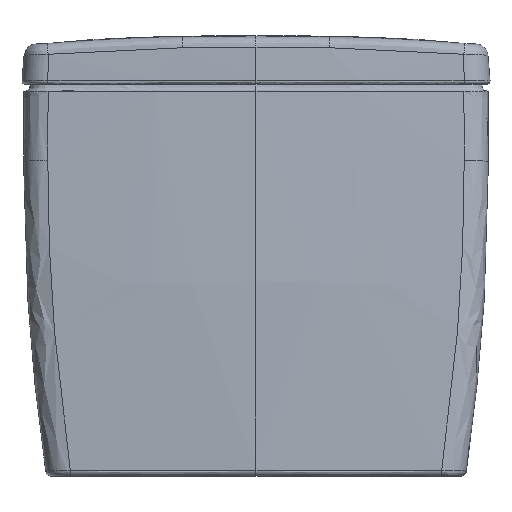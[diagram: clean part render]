
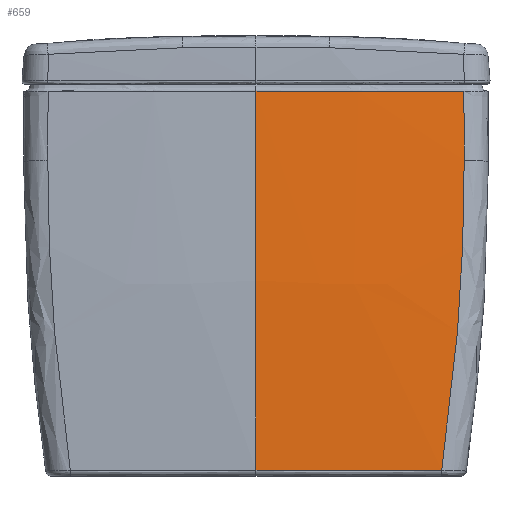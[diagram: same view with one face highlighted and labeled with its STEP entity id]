
A CAD part, front view. The second image highlights one B-rep face of the part: STEP entity #659.
In plain terms, the highlighted free-form (B-spline) face has degree [3, 3] with [10, 7] control points.
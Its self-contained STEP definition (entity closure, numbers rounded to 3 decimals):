
#407=FACE_OUTER_BOUND('',#1062,.T.);
#659=ADVANCED_FACE('',(#407),#922,.T.);
#922=B_SPLINE_SURFACE_WITH_KNOTS('',3,3,((#5454,#5455,#5456,#5457,#5458,
#5459,#5460),(#5461,#5462,#5463,#5464,#5465,#5466,#5467),(#5468,#5469,#5470,
#5471,#5472,#5473,#5474),(#5475,#5476,#5477,#5478,#5479,#5480,#5481),(#5482,
#5483,#5484,#5485,#5486,#5487,#5488),(#5489,#5490,#5491,#5492,#5493,#5494,
#5495),(#5496,#5497,#5498,#5499,#5500,#5501,#5502),(#5503,#5504,#5505,#5506,
#5507,#5508,#5509),(#5510,#5511,#5512,#5513,#5514,#5515,#5516),(#5517,#5518,
#5519,#5520,#5521,#5522,#5523)),.UNSPECIFIED.,.F.,.F.,.F.,(4,1,1,1,1,2,
4),(4,1,1,1,4),(0.,0.312,0.468,0.624,
0.935,0.995,1.),(0.,0.003,0.479,
0.958,1.),.UNSPECIFIED.);
#1062=EDGE_LOOP('',(#1391,#1392,#1393,#1394,#1395));
#1391=ORIENTED_EDGE('',*,*,#3010,.F.);
#1392=ORIENTED_EDGE('',*,*,#3011,.T.);
#1393=ORIENTED_EDGE('',*,*,#3009,.T.);
#1394=ORIENTED_EDGE('',*,*,#3012,.T.);
#1395=ORIENTED_EDGE('',*,*,#3013,.T.);
#2628=VERTEX_POINT('',#5337);
#2630=VERTEX_POINT('',#5351);
#2631=VERTEX_POINT('',#5437);
#2632=VERTEX_POINT('',#5438);
#2633=VERTEX_POINT('',#5449);
#3009=EDGE_CURVE('',#2628,#2630,#3632,.T.);
#3010=EDGE_CURVE('',#2631,#2632,#3633,.T.);
#3011=EDGE_CURVE('',#2631,#2628,#3634,.T.);
#3012=EDGE_CURVE('',#2630,#2633,#3635,.T.);
#3013=EDGE_CURVE('',#2633,#2632,#3636,.T.);
#3632=B_SPLINE_CURVE_WITH_KNOTS('',3,(#5352,#5353,#5354,#5355,#5356),
 .UNSPECIFIED.,.F.,.F.,(4,1,4),(0.,0.508,1.),.UNSPECIFIED.);
#3633=B_SPLINE_CURVE_WITH_KNOTS('',3,(#5427,#5428,#5429,#5430,#5431,#5432,
#5433,#5434,#5435,#5436),.UNSPECIFIED.,.F.,.F.,(4,3,3,4),(0.,0.065,
0.379,1.),.UNSPECIFIED.);
#3634=B_SPLINE_CURVE_WITH_KNOTS('',3,(#5439,#5440,#5441,#5442,#5443,#5444),
 .UNSPECIFIED.,.F.,.F.,(4,2,4),(0.,0.5,1.),.UNSPECIFIED.);
#3635=B_SPLINE_CURVE_WITH_KNOTS('',3,(#5445,#5446,#5447,#5448),
 .UNSPECIFIED.,.F.,.F.,(4,4),(0.,1.),.UNSPECIFIED.);
#3636=B_SPLINE_CURVE_WITH_KNOTS('',3,(#5450,#5451,#5452,#5453),
 .UNSPECIFIED.,.F.,.F.,(4,4),(0.,1.),.UNSPECIFIED.);
#5337=CARTESIAN_POINT('',(0.,68.148,353.337));
#5351=CARTESIAN_POINT('',(0.,52.827,35.057));
#5352=CARTESIAN_POINT('',(0.,68.148,353.336));
#5353=CARTESIAN_POINT('',(0.,63.494,299.574));
#5354=CARTESIAN_POINT('',(0.,56.389,193.55));
#5355=CARTESIAN_POINT('',(0.,53.342,87.333));
#5356=CARTESIAN_POINT('',(0.,52.827,35.057));
#5427=CARTESIAN_POINT('',(174.694,74.811,353.336));
#5428=CARTESIAN_POINT('',(174.7,74.703,352.091));
#5429=CARTESIAN_POINT('',(174.705,74.596,350.845));
#5430=CARTESIAN_POINT('',(174.711,74.49,349.599));
#5431=CARTESIAN_POINT('',(174.737,73.973,343.554));
#5432=CARTESIAN_POINT('',(174.762,73.47,337.507));
#5433=CARTESIAN_POINT('',(174.786,72.98,331.459));
#5434=CARTESIAN_POINT('',(174.835,72.009,319.482));
#5435=CARTESIAN_POINT('',(174.88,71.09,307.501));
#5436=CARTESIAN_POINT('',(174.923,70.22,295.517));
#5437=CARTESIAN_POINT('',(174.694,74.811,353.337));
#5438=CARTESIAN_POINT('',(174.924,70.22,295.517));
#5439=CARTESIAN_POINT('',(174.694,74.811,353.338));
#5440=CARTESIAN_POINT('',(145.629,72.66,353.341));
#5441=CARTESIAN_POINT('',(116.532,70.939,353.338));
#5442=CARTESIAN_POINT('',(58.287,68.675,353.338));
#5443=CARTESIAN_POINT('',(29.145,68.148,353.338));
#5444=CARTESIAN_POINT('',(0.,68.148,353.338));
#5445=CARTESIAN_POINT('',(0.,52.827,35.057));
#5446=CARTESIAN_POINT('',(52.054,52.827,35.056));
#5447=CARTESIAN_POINT('',(104.097,54.646,35.053));
#5448=CARTESIAN_POINT('',(156.034,58.128,35.046));
#5449=CARTESIAN_POINT('',(156.032,58.128,35.046));
#5450=CARTESIAN_POINT('',(156.034,58.128,35.046));
#5451=CARTESIAN_POINT('',(168.914,59.861,122.686));
#5452=CARTESIAN_POINT('',(175.23,63.992,209.565));
#5453=CARTESIAN_POINT('',(174.924,70.22,295.517));
#5454=CARTESIAN_POINT('',(0.,52.78,30.));
#5455=CARTESIAN_POINT('',(0.,52.783,30.368));
#5456=CARTESIAN_POINT('',(0.,53.257,84.33));
#5457=CARTESIAN_POINT('',(0.,56.301,192.234));
#5458=CARTESIAN_POINT('',(0.,63.807,304.245));
#5459=CARTESIAN_POINT('',(0.,68.964,362.663));
#5460=CARTESIAN_POINT('',(0.,69.383,367.325));
#5461=CARTESIAN_POINT('',(18.258,52.78,30.));
#5462=CARTESIAN_POINT('',(18.258,52.783,30.368));
#5463=CARTESIAN_POINT('',(18.271,53.257,84.33));
#5464=CARTESIAN_POINT('',(18.296,56.301,192.234));
#5465=CARTESIAN_POINT('',(18.322,63.807,304.245));
#5466=CARTESIAN_POINT('',(18.336,68.964,362.663));
#5467=CARTESIAN_POINT('',(18.337,69.383,367.325));
#5468=CARTESIAN_POINT('',(45.645,53.103,30.));
#5469=CARTESIAN_POINT('',(45.645,53.106,30.368));
#5470=CARTESIAN_POINT('',(45.677,53.577,84.33));
#5471=CARTESIAN_POINT('',(45.74,56.614,192.235));
#5472=CARTESIAN_POINT('',(45.805,64.114,304.245));
#5473=CARTESIAN_POINT('',(45.839,69.267,362.663));
#5474=CARTESIAN_POINT('',(45.842,69.686,367.325));
#5475=CARTESIAN_POINT('',(82.145,54.191,30.));
#5476=CARTESIAN_POINT('',(82.146,54.194,30.368));
#5477=CARTESIAN_POINT('',(82.202,54.667,84.33));
#5478=CARTESIAN_POINT('',(82.316,57.712,192.235));
#5479=CARTESIAN_POINT('',(82.433,65.222,304.245));
#5480=CARTESIAN_POINT('',(82.494,70.379,362.663));
#5481=CARTESIAN_POINT('',(82.499,70.798,367.325));
#5482=CARTESIAN_POINT('',(118.629,55.719,30.));
#5483=CARTESIAN_POINT('',(118.63,55.722,30.368));
#5484=CARTESIAN_POINT('',(118.711,56.202,84.33));
#5485=CARTESIAN_POINT('',(118.875,59.26,192.235));
#5486=CARTESIAN_POINT('',(119.044,66.789,304.245));
#5487=CARTESIAN_POINT('',(119.132,71.952,362.663));
#5488=CARTESIAN_POINT('',(119.139,72.371,367.325));
#5489=CARTESIAN_POINT('',(149.479,57.575,30.));
#5490=CARTESIAN_POINT('',(149.48,57.578,30.368));
#5491=CARTESIAN_POINT('',(149.583,58.062,84.33));
#5492=CARTESIAN_POINT('',(149.789,61.129,192.236));
#5493=CARTESIAN_POINT('',(150.002,68.673,304.245));
#5494=CARTESIAN_POINT('',(150.112,73.84,362.663));
#5495=CARTESIAN_POINT('',(150.121,74.26,367.325));
#5496=CARTESIAN_POINT('',(171.2,59.138,30.));
#5497=CARTESIAN_POINT('',(171.201,59.141,30.368));
#5498=CARTESIAN_POINT('',(171.318,59.627,84.33));
#5499=CARTESIAN_POINT('',(171.554,62.699,192.236));
#5500=CARTESIAN_POINT('',(171.797,70.252,304.245));
#5501=CARTESIAN_POINT('',(171.924,75.421,362.663));
#5502=CARTESIAN_POINT('',(171.934,75.841,367.325));
#5503=CARTESIAN_POINT('',(174.978,59.416,30.));
#5504=CARTESIAN_POINT('',(174.979,59.42,30.368));
#5505=CARTESIAN_POINT('',(175.099,59.906,84.33));
#5506=CARTESIAN_POINT('',(175.34,62.978,192.236));
#5507=CARTESIAN_POINT('',(175.589,70.533,304.245));
#5508=CARTESIAN_POINT('',(175.718,75.703,362.663));
#5509=CARTESIAN_POINT('',(175.729,76.123,367.325));
#5510=CARTESIAN_POINT('',(175.248,59.436,30.));
#5511=CARTESIAN_POINT('',(175.249,59.439,30.368));
#5512=CARTESIAN_POINT('',(175.369,59.926,84.33));
#5513=CARTESIAN_POINT('',(175.61,62.998,192.236));
#5514=CARTESIAN_POINT('',(175.859,70.553,304.245));
#5515=CARTESIAN_POINT('',(175.989,75.723,362.663));
#5516=CARTESIAN_POINT('',(175.999,76.143,367.325));
#5517=CARTESIAN_POINT('',(175.517,59.456,30.));
#5518=CARTESIAN_POINT('',(175.518,59.459,30.368));
#5519=CARTESIAN_POINT('',(175.639,59.946,84.33));
#5520=CARTESIAN_POINT('',(175.88,63.018,192.236));
#5521=CARTESIAN_POINT('',(176.13,70.573,304.245));
#5522=CARTESIAN_POINT('',(176.26,75.743,362.663));
#5523=CARTESIAN_POINT('',(176.27,76.163,367.325));
